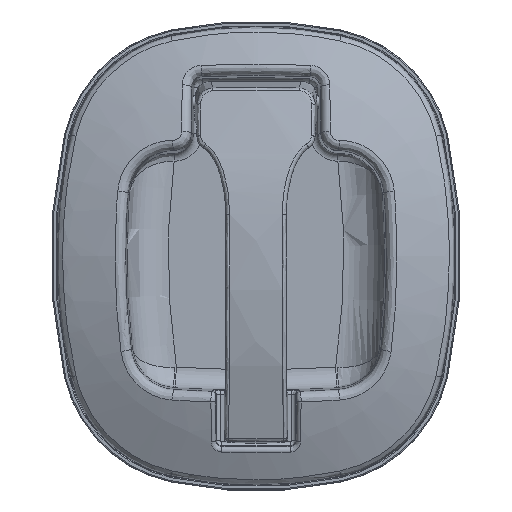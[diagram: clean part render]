
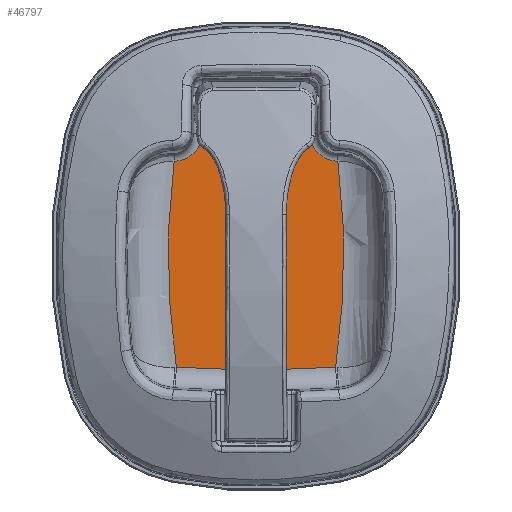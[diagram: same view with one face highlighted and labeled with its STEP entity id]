
A CAD part, top view. The second image highlights one B-rep face of the part: STEP entity #46797.
In plain terms, the highlighted planar face has unit normal (0, 0, 1).
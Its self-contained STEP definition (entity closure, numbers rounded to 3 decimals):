
#4358=PLANE('',#50622);
#5770=FACE_OUTER_BOUND('',#8706,.T.);
#8706=EDGE_LOOP('',(#35903,#35904,#35905,#35906,#35907,#35908,#35909,#35910,
#35911,#35912));
#11894=LINE('',#80990,#14899);
#11895=LINE('',#80998,#14900);
#14899=VECTOR('',#57935,0.394);
#14900=VECTOR('',#57942,0.394);
#17206=CIRCLE('',#49870,11.305);
#17213=CIRCLE('',#49881,11.305);
#17498=CIRCLE('',#50620,19.602);
#17500=CIRCLE('',#50623,0.418);
#17501=CIRCLE('',#50624,0.013);
#17502=CIRCLE('',#50625,19.673);
#17503=CIRCLE('',#50626,0.013);
#17504=CIRCLE('',#50627,0.418);
#19993=VERTEX_POINT('',#71747);
#19994=VERTEX_POINT('',#71752);
#20016=VERTEX_POINT('',#72118);
#20017=VERTEX_POINT('',#72123);
#21060=VERTEX_POINT('',#80987);
#21061=VERTEX_POINT('',#80989);
#21062=VERTEX_POINT('',#80991);
#21063=VERTEX_POINT('',#80993);
#21064=VERTEX_POINT('',#80995);
#21065=VERTEX_POINT('',#80997);
#24790=EDGE_CURVE('',#19993,#19994,#17206,.T.);
#24821=EDGE_CURVE('',#20016,#20017,#17213,.T.);
#26453=EDGE_CURVE('',#19994,#20016,#17498,.T.);
#26457=EDGE_CURVE('',#21060,#19993,#17500,.T.);
#26458=EDGE_CURVE('',#21061,#21060,#11894,.T.);
#26459=EDGE_CURVE('',#21062,#21061,#17501,.T.);
#26460=EDGE_CURVE('',#21063,#21062,#17502,.T.);
#26461=EDGE_CURVE('',#21064,#21063,#17503,.T.);
#26462=EDGE_CURVE('',#21065,#21064,#11895,.T.);
#26463=EDGE_CURVE('',#20017,#21065,#17504,.T.);
#35903=ORIENTED_EDGE('',*,*,#26453,.F.);
#35904=ORIENTED_EDGE('',*,*,#24790,.F.);
#35905=ORIENTED_EDGE('',*,*,#26457,.F.);
#35906=ORIENTED_EDGE('',*,*,#26458,.F.);
#35907=ORIENTED_EDGE('',*,*,#26459,.F.);
#35908=ORIENTED_EDGE('',*,*,#26460,.F.);
#35909=ORIENTED_EDGE('',*,*,#26461,.F.);
#35910=ORIENTED_EDGE('',*,*,#26462,.F.);
#35911=ORIENTED_EDGE('',*,*,#26463,.F.);
#35912=ORIENTED_EDGE('',*,*,#24821,.F.);
#46797=ADVANCED_FACE('',(#5770),#4358,.T.);
#49870=AXIS2_PLACEMENT_3D('',#71753,#55539,#55540);
#49881=AXIS2_PLACEMENT_3D('',#72124,#55565,#55566);
#50620=AXIS2_PLACEMENT_3D('',#80878,#57927,#57928);
#50622=AXIS2_PLACEMENT_3D('',#80986,#57931,#57932);
#50623=AXIS2_PLACEMENT_3D('',#80988,#57933,#57934);
#50624=AXIS2_PLACEMENT_3D('',#80992,#57936,#57937);
#50625=AXIS2_PLACEMENT_3D('',#80994,#57938,#57939);
#50626=AXIS2_PLACEMENT_3D('',#80996,#57940,#57941);
#50627=AXIS2_PLACEMENT_3D('',#80999,#57943,#57944);
#55539=DIRECTION('center_axis',(0.,0.,
-1.));
#55540=DIRECTION('ref_axis',(1.,-0.019,0.));
#55565=DIRECTION('center_axis',(0.,0.,
-1.));
#55566=DIRECTION('ref_axis',(-1.,-0.019,0.));
#57927=DIRECTION('center_axis',(0.,0.,
-1.));
#57928=DIRECTION('ref_axis',(0.,-1.,0.));
#57931=DIRECTION('center_axis',(0.,0.,
1.));
#57932=DIRECTION('ref_axis',(1.,0.,0.));
#57933=DIRECTION('center_axis',(0.,0.,
1.));
#57934=DIRECTION('ref_axis',(-0.727,-0.687,0.));
#57935=DIRECTION('',(0.,-1.,0.));
#57936=DIRECTION('center_axis',(0.,0.,
-1.));
#57937=DIRECTION('ref_axis',(0.721,0.693,0.));
#57938=DIRECTION('center_axis',(0.,0.,
-1.));
#57939=DIRECTION('ref_axis',(0.,1.,0.));
#57940=DIRECTION('center_axis',(0.,0.,
-1.));
#57941=DIRECTION('ref_axis',(-0.721,0.693,0.));
#57942=DIRECTION('',(0.,1.,0.));
#57943=DIRECTION('center_axis',(0.,0.,
1.));
#57944=DIRECTION('ref_axis',(0.727,-0.687,0.));
#71747=CARTESIAN_POINT('',(1.23,1.423,-0.475));
#71752=CARTESIAN_POINT('',(1.196,-1.669,-0.475));
#71753=CARTESIAN_POINT('Origin',(-9.985,0.,
-0.475));
#72118=CARTESIAN_POINT('',(-1.196,-1.669,-0.475));
#72123=CARTESIAN_POINT('',(-1.23,1.423,-0.475));
#72124=CARTESIAN_POINT('Origin',(9.985,0.,
-0.475));
#80878=CARTESIAN_POINT('Origin',(0.,17.896,-0.475));
#80986=CARTESIAN_POINT('Origin',(0.,0.24,
-0.475));
#80987=CARTESIAN_POINT('',(0.813,1.841,-0.475));
#80988=CARTESIAN_POINT('Origin',(1.231,1.841,-0.475));
#80989=CARTESIAN_POINT('',(0.813,2.529,-0.475));
#80990=CARTESIAN_POINT('',(0.813,1.384,-0.475));
#80991=CARTESIAN_POINT('',(0.8,2.542,-0.475));
#80992=CARTESIAN_POINT('Origin',(0.8,2.529,-0.475));
#80993=CARTESIAN_POINT('',(-0.8,2.542,-0.475));
#80994=CARTESIAN_POINT('Origin',(0.,-17.115,-0.475));
#80995=CARTESIAN_POINT('',(-0.813,2.529,-0.475));
#80996=CARTESIAN_POINT('Origin',(-0.8,2.529,-0.475));
#80997=CARTESIAN_POINT('',(-0.813,1.841,-0.475));
#80998=CARTESIAN_POINT('',(-0.813,1.04,-0.475));
#80999=CARTESIAN_POINT('Origin',(-1.231,1.841,-0.475));
